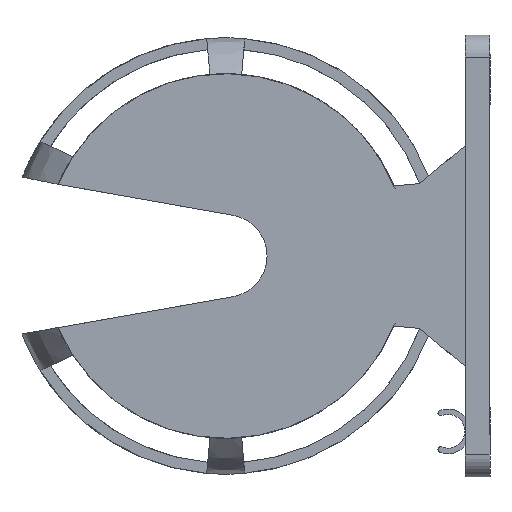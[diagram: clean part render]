
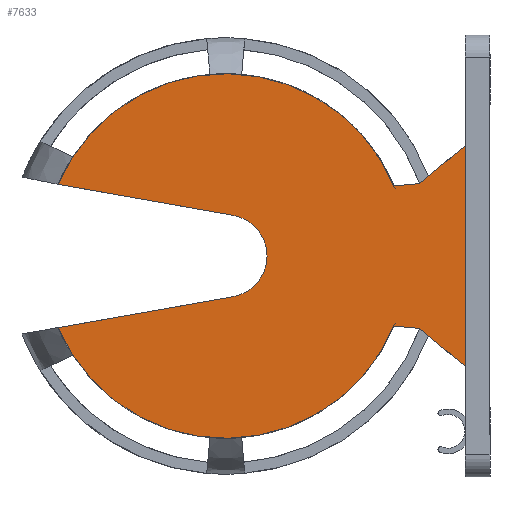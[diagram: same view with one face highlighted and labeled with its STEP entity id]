
A CAD part, front view. The second image highlights one B-rep face of the part: STEP entity #7633.
In plain terms, the highlighted planar face has unit normal (0, -1, 0).
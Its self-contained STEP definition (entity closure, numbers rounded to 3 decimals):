
#779=FACE_OUTER_BOUND('',#1202,.T.);
#1202=EDGE_LOOP('',(#5048,#5049,#5050,#5051,#5052,#5053,#5054,#5055,#5056,
#5057,#5058,#5059));
#1651=LINE('',#9654,#2269);
#1655=LINE('',#9662,#2273);
#1664=LINE('',#9679,#2282);
#1665=LINE('',#9683,#2283);
#1666=LINE('',#9687,#2284);
#1667=LINE('',#9691,#2285);
#1668=LINE('',#9693,#2286);
#1669=LINE('',#9695,#2287);
#1670=LINE('',#9696,#2288);
#2269=VECTOR('',#8389,10.);
#2273=VECTOR('',#8395,10.);
#2282=VECTOR('',#8406,10.);
#2283=VECTOR('',#8409,10.);
#2284=VECTOR('',#8412,10.);
#2285=VECTOR('',#8415,10.);
#2286=VECTOR('',#8416,10.);
#2287=VECTOR('',#8417,10.);
#2288=VECTOR('',#8418,10.);
#2887=CIRCLE('',#8061,33.);
#2888=CIRCLE('',#8062,7.5);
#2889=CIRCLE('',#8063,33.);
#3020=VERTEX_POINT('',#9652);
#3021=VERTEX_POINT('',#9653);
#3022=VERTEX_POINT('',#9658);
#3024=VERTEX_POINT('',#9661);
#3032=VERTEX_POINT('',#9680);
#3033=VERTEX_POINT('',#9682);
#3034=VERTEX_POINT('',#9684);
#3035=VERTEX_POINT('',#9686);
#3036=VERTEX_POINT('',#9688);
#3037=VERTEX_POINT('',#9690);
#3038=VERTEX_POINT('',#9692);
#3039=VERTEX_POINT('',#9694);
#3814=EDGE_CURVE('',#3020,#3021,#1651,.T.);
#3818=EDGE_CURVE('',#3024,#3022,#1655,.T.);
#3827=EDGE_CURVE('',#3022,#3020,#1664,.T.);
#3828=EDGE_CURVE('',#3032,#3021,#2887,.T.);
#3829=EDGE_CURVE('',#3032,#3033,#1665,.T.);
#3830=EDGE_CURVE('',#3033,#3034,#2888,.T.);
#3831=EDGE_CURVE('',#3034,#3035,#1666,.T.);
#3832=EDGE_CURVE('',#3036,#3035,#2889,.T.);
#3833=EDGE_CURVE('',#3036,#3037,#1667,.T.);
#3834=EDGE_CURVE('',#3038,#3037,#1668,.T.);
#3835=EDGE_CURVE('',#3038,#3039,#1669,.T.);
#3836=EDGE_CURVE('',#3039,#3024,#1670,.T.);
#5048=ORIENTED_EDGE('',*,*,#3827,.T.);
#5049=ORIENTED_EDGE('',*,*,#3814,.T.);
#5050=ORIENTED_EDGE('',*,*,#3828,.F.);
#5051=ORIENTED_EDGE('',*,*,#3829,.T.);
#5052=ORIENTED_EDGE('',*,*,#3830,.T.);
#5053=ORIENTED_EDGE('',*,*,#3831,.T.);
#5054=ORIENTED_EDGE('',*,*,#3832,.F.);
#5055=ORIENTED_EDGE('',*,*,#3833,.T.);
#5056=ORIENTED_EDGE('',*,*,#3834,.F.);
#5057=ORIENTED_EDGE('',*,*,#3835,.T.);
#5058=ORIENTED_EDGE('',*,*,#3836,.T.);
#5059=ORIENTED_EDGE('',*,*,#3818,.T.);
#7473=PLANE('',#8060);
#7633=ADVANCED_FACE('',(#779),#7473,.F.);
#8060=AXIS2_PLACEMENT_3D('',#9678,#8404,#8405);
#8061=AXIS2_PLACEMENT_3D('',#9681,#8407,#8408);
#8062=AXIS2_PLACEMENT_3D('',#9685,#8410,#8411);
#8063=AXIS2_PLACEMENT_3D('',#9689,#8413,#8414);
#8389=DIRECTION('',(0.336,0.,-0.942));
#8395=DIRECTION('',(-0.766,0.,-0.643));
#8404=DIRECTION('center_axis',(0.,1.,0.));
#8405=DIRECTION('ref_axis',(-1.,0.,0.));
#8406=DIRECTION('',(-0.996,0.,-0.087));
#8407=DIRECTION('center_axis',(0.,1.,0.));
#8408=DIRECTION('ref_axis',(1.,0.,0.));
#8409=DIRECTION('',(0.985,0.,-0.174));
#8410=DIRECTION('center_axis',(0.,1.,0.));
#8411=DIRECTION('ref_axis',(1.,0.,0.));
#8412=DIRECTION('',(-0.985,0.,-0.174));
#8413=DIRECTION('center_axis',(0.,1.,0.));
#8414=DIRECTION('ref_axis',(1.,0.,0.));
#8415=DIRECTION('',(-0.336,0.,-0.942));
#8416=DIRECTION('',(-0.996,0.,0.087));
#8417=DIRECTION('',(0.766,0.,-0.643));
#8418=DIRECTION('',(0.,0.,1.));
#9652=CARTESIAN_POINT('',(-82.491,-44.5,12.703));
#9653=CARTESIAN_POINT('',(-82.305,-44.5,12.183));
#9654=CARTESIAN_POINT('',(-82.491,-44.5,12.703));
#9658=CARTESIAN_POINT('',(-77.815,-44.5,13.112));
#9661=CARTESIAN_POINT('',(-69.606,-44.5,20.));
#9662=CARTESIAN_POINT('',(-69.606,-44.5,20.));
#9678=CARTESIAN_POINT('Origin',(-73.711,-44.5,0.));
#9679=CARTESIAN_POINT('',(-77.815,-44.5,13.112));
#9680=CARTESIAN_POINT('',(-143.32,-44.5,12.966));
#9681=CARTESIAN_POINT('Origin',(-112.974,-44.5,0.));
#9682=CARTESIAN_POINT('',(-111.672,-44.5,7.386));
#9683=CARTESIAN_POINT('',(-127.496,-44.5,10.176));
#9684=CARTESIAN_POINT('',(-111.672,-44.5,-7.386));
#9685=CARTESIAN_POINT('Origin',(-112.974,-44.5,0.));
#9686=CARTESIAN_POINT('',(-143.32,-44.5,-12.966));
#9687=CARTESIAN_POINT('',(-111.672,-44.5,-7.386));
#9688=CARTESIAN_POINT('',(-82.305,-44.5,-12.183));
#9689=CARTESIAN_POINT('Origin',(-112.974,-44.5,0.));
#9690=CARTESIAN_POINT('',(-82.491,-44.5,-12.703));
#9691=CARTESIAN_POINT('',(-81.525,-44.5,-9.999));
#9692=CARTESIAN_POINT('',(-77.815,-44.5,-13.112));
#9693=CARTESIAN_POINT('',(-77.815,-44.5,-13.112));
#9694=CARTESIAN_POINT('',(-69.606,-44.5,-20.));
#9695=CARTESIAN_POINT('',(-69.606,-44.5,-20.));
#9696=CARTESIAN_POINT('',(-69.606,-44.5,20.));
